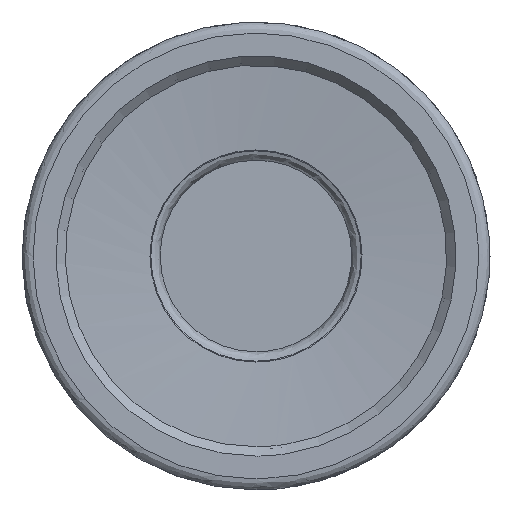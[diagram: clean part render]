
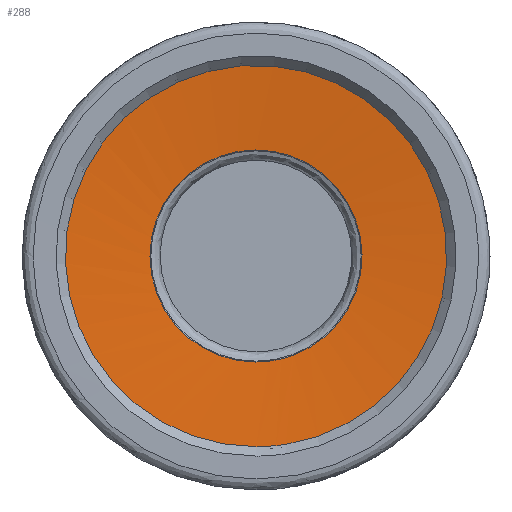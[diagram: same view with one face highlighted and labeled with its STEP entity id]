
A CAD part, left-side view. The second image highlights one B-rep face of the part: STEP entity #288.
In plain terms, the highlighted face is a revolution surface.
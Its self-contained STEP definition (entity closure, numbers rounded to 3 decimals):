
#27=B_SPLINE_CURVE_WITH_KNOTS('',3,(#744,#745,#746,#747),.UNSPECIFIED.,
 .F.,.F.,(4,4),(0.,1.),.UNSPECIFIED.);
#42=SURFACE_OF_REVOLUTION('',#27,#54);
#54=AXIS1_PLACEMENT('',#748,#629);
#258=FACE_BOUND('',#345,.T.);
#259=FACE_BOUND('',#346,.T.);
#288=ADVANCED_FACE('',(#258,#259),#42,.T.);
#345=EDGE_LOOP('',(#399));
#346=EDGE_LOOP('',(#400));
#399=ORIENTED_EDGE('',*,*,#456,.F.);
#400=ORIENTED_EDGE('',*,*,#455,.T.);
#428=VERTEX_POINT('',#736);
#429=VERTEX_POINT('',#743);
#455=EDGE_CURVE('',#428,#428,#482,.T.);
#456=EDGE_CURVE('',#429,#429,#483,.T.);
#482=CIRCLE('',#526,4.532);
#483=CIRCLE('',#527,8.147);
#526=AXIS2_PLACEMENT_3D('',#735,#624,#625);
#527=AXIS2_PLACEMENT_3D('',#742,#627,#628);
#624=DIRECTION('',(1.,0.,0.));
#625=DIRECTION('',(0.,0.,-1.));
#627=DIRECTION('',(1.,0.,0.));
#628=DIRECTION('',(0.,0.,-1.));
#629=DIRECTION('',(1.,0.,0.));
#735=CARTESIAN_POINT('',(0.716,0.,0.));
#736=CARTESIAN_POINT('',(0.716,0.,-4.532));
#742=CARTESIAN_POINT('',(0.413,0.,0.));
#743=CARTESIAN_POINT('',(0.413,0.,-8.147));
#744=CARTESIAN_POINT('',(0.716,-4.396,1.103));
#745=CARTESIAN_POINT('',(0.616,-5.644,0.851));
#746=CARTESIAN_POINT('',(0.515,-6.892,0.598));
#747=CARTESIAN_POINT('',(0.413,-8.14,0.346));
#748=CARTESIAN_POINT('',(30.,0.,0.));
